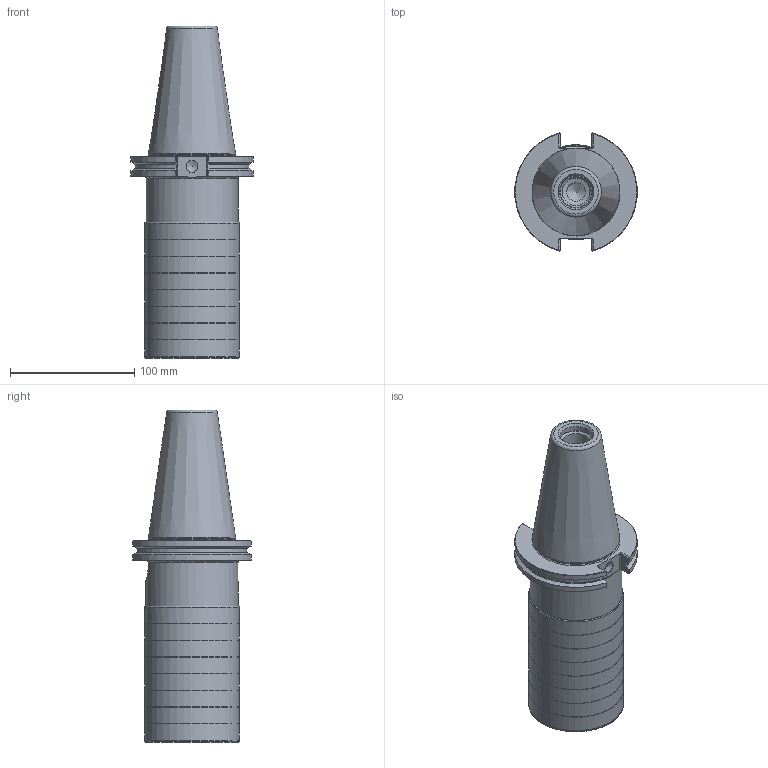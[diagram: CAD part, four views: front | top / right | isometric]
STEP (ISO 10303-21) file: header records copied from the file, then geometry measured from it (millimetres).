
FILE_DESCRIPTION(/* description */ (''),/* implementation_level */ '2;1');
FILE_NAME(/* name */ '202761407ndi000_00.stp',/* time_stamp */ '2019-12-17T10:36:46+01:00',/* author */ (''),/* organization */ (''),/* preprocessor_version */ 'ST-DEVELOPER v16.7',/* originating_system */ 'SIEMENS PLM Software NX 12.0',/* authorisation */ '');
FILE_SCHEMA (('AUTOMOTIVE_DESIGN { 1 0 10303 214 3 1 1 1 }'));
Length unit declared in the file: millimetre
Products named in the file (1): mp540430E42Dnga1
Bounding box: 98.13 x 94.88 x 266.75 mm (x, y, z)
Volume: 1154776.7 mm3; surface area: 131688.9 mm2
Topology: 2 solids, 2 shells, 123 faces, 305 edges, 186 vertices
Faces by surface type: revolution 41, plane 29, cone 21, cylinder 21, torus 11
Full cylindrical faces by diameter (mm): 9.52 x1, 15 x1, 22.25 x1, 26.18 x1, 69.15 x1, 73.989 x1
Entity records: 4003 total; most frequent: CARTESIAN_POINT 1484, DIRECTION 460, ORIENTED_EDGE 450, EDGE_CURVE 225, EDGE_LOOP 190, AXIS2_PLACEMENT_3D 174, VERTEX_POINT 173, FACE_BOUND 138
